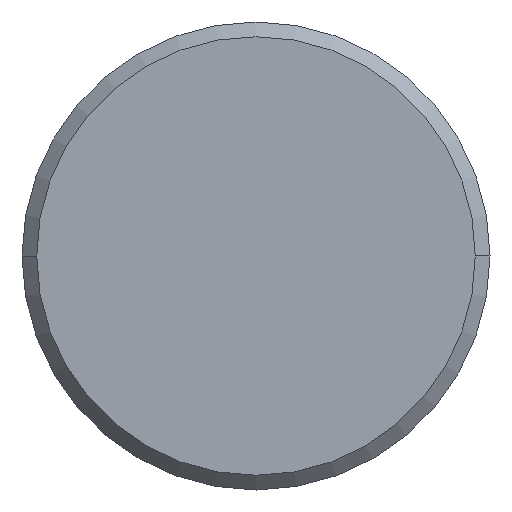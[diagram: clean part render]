
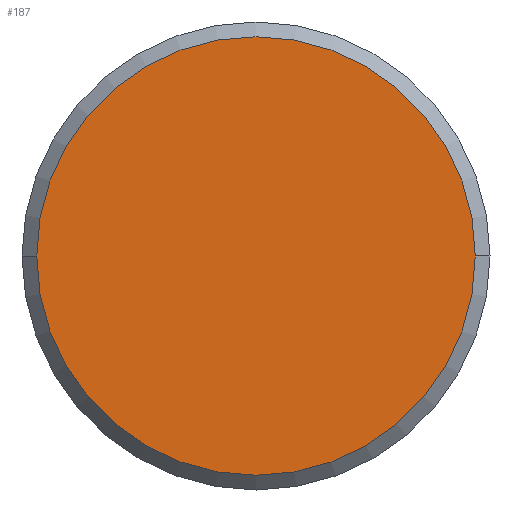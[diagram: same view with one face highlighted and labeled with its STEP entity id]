
A CAD part, left-side view. The second image highlights one B-rep face of the part: STEP entity #187.
In plain terms, the highlighted planar face has unit normal (-1, 0, 0).
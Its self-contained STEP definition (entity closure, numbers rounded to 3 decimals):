
#1 = PLANE ( 'NONE',  #253 ) ;
#22 = VERTEX_POINT ( 'NONE', #202 ) ;
#27 = ORIENTED_EDGE ( 'NONE', *, *, #340, .F. ) ;
#36 = DIRECTION ( 'NONE',  ( 0., -1., 0. ) ) ;
#55 = CARTESIAN_POINT ( 'NONE',  ( -43.45, 0., 0. ) ) ;
#84 = DIRECTION ( 'NONE',  ( 0., 1., 0. ) ) ;
#97 = ORIENTED_EDGE ( 'NONE', *, *, #199, .F. ) ;
#103 = EDGE_LOOP ( 'NONE', ( #27, #97 ) ) ;
#142 = CARTESIAN_POINT ( 'NONE',  ( -43.45, 0., 0. ) ) ;
#156 = CIRCLE ( 'NONE', #238, 4.463 ) ;
#173 = CARTESIAN_POINT ( 'NONE',  ( -43.45, 0., 0. ) ) ;
#177 = DIRECTION ( 'NONE',  ( 0., 1., 0. ) ) ;
#187 = ADVANCED_FACE ( 'NONE', ( #312 ), #1, .T. ) ;
#199 = EDGE_CURVE ( 'NONE', #257, #22, #156, .T. ) ;
#202 = CARTESIAN_POINT ( 'NONE',  ( -43.45, 4.462, 0. ) ) ;
#230 = AXIS2_PLACEMENT_3D ( 'NONE', #55, #288, #84 ) ;
#238 = AXIS2_PLACEMENT_3D ( 'NONE', #142, #363, #177 ) ;
#244 = DIRECTION ( 'NONE',  ( -1., 0., 0. ) ) ;
#253 = AXIS2_PLACEMENT_3D ( 'NONE', #173, #244, #36 ) ;
#257 = VERTEX_POINT ( 'NONE', #336 ) ;
#261 = CIRCLE ( 'NONE', #230, 4.463 ) ;
#288 = DIRECTION ( 'NONE',  ( 1., 0., 0. ) ) ;
#312 = FACE_OUTER_BOUND ( 'NONE', #103, .T. ) ;
#336 = CARTESIAN_POINT ( 'NONE',  ( -43.45, -4.463, 0. ) ) ;
#340 = EDGE_CURVE ( 'NONE', #22, #257, #261, .T. ) ;
#363 = DIRECTION ( 'NONE',  ( 1., 0., 0. ) ) ;
